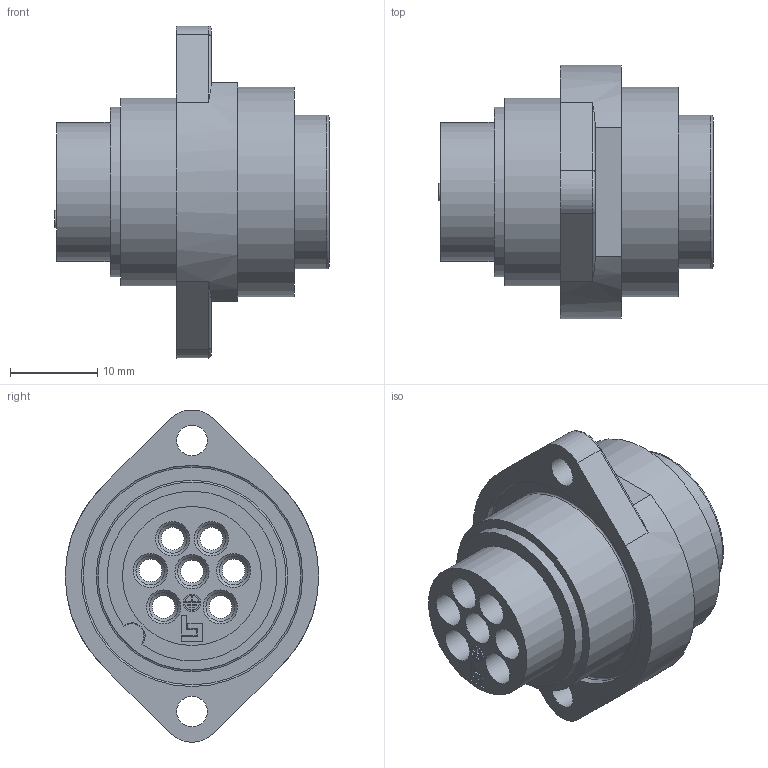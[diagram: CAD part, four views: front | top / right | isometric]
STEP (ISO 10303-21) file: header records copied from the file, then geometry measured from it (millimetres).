
FILE_DESCRIPTION(/* description */ (''),/* implementation_level */ '2;1');
FILE_NAME(/* name */ '09 0203 00 07 001_00.stp',/* time_stamp */ '2013-11-27T16:17:14+01:00',/* author */ (''),/* organization */ (''),/* preprocessor_version */ 'ST-DEVELOPER v14',/* originating_system */ 'SIEMENS PLM Software NX 8.0',/* authorisation */ '');
FILE_SCHEMA (('AUTOMOTIVE_DESIGN { 1 0 10303 214 3 1 1 1 }'));
Length unit declared in the file: millimetre
Products named in the file (1): cerl14FCA8AAxh2d
Bounding box: 31.35 x 29 x 37.97 mm (x, y, z)
Volume: 9243 mm3; surface area: 6157.2 mm2
Topology: 1 solids, 1 shells, 179 faces, 412 edges, 266 vertices
Faces by surface type: plane 92, cylinder 64, cone 16, torus 6, bspline 1
Full cylindrical faces by diameter (mm): 1.6 x1, 1.7 x1, 1.8 x1, 2 x1, 2.6 x7, 3.05 x7, 3.3 x7, 3.5 x2, 3.8 x7, 3.9 x7, 13.7 x1, 15.9 x1, 17.6 x1, 21.5 x1, 24 x1, 25.3 x1
Entity records: 4796 total; most frequent: CARTESIAN_POINT 888, DIRECTION 826, ORIENTED_EDGE 668, EDGE_CURVE 334, AXIS2_PLACEMENT_3D 323, EDGE_LOOP 298, VERTEX_POINT 254, FACE_BOUND 216
